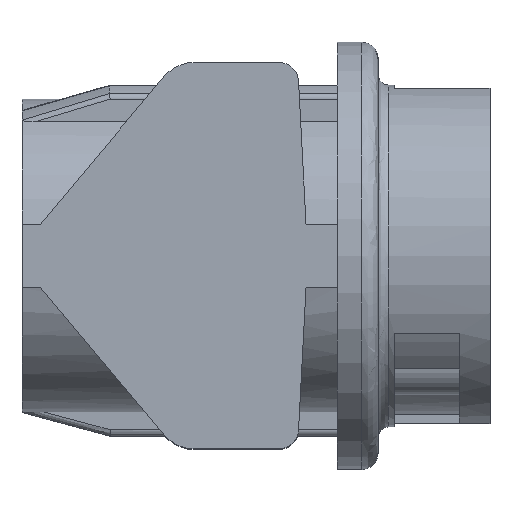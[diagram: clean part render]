
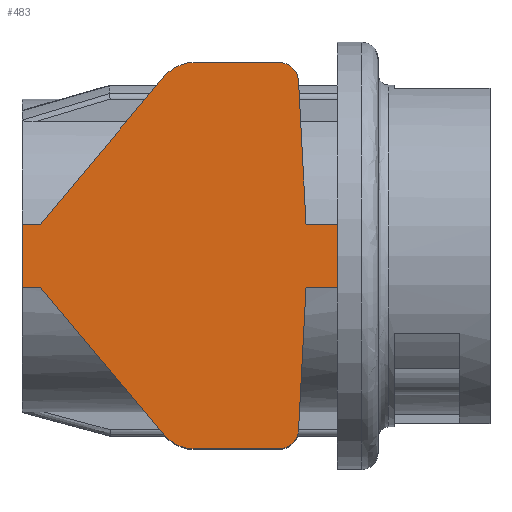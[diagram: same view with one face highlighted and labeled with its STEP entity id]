
A CAD part, top view. The second image highlights one B-rep face of the part: STEP entity #483.
In plain terms, the highlighted planar face has unit normal (0, 0, 1).
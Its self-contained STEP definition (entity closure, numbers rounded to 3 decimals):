
#483=ADVANCED_FACE('',(#1002),#767,.T.);
#767=PLANE('',#6353);
#1002=FACE_OUTER_BOUND('',#1283,.T.);
#1283=EDGE_LOOP('',(#2181,#2182,#2183,#2184,#2185,#2186,#2187,#2188,#2189,
#2190,#2191,#2192,#2193,#2194,#2195,#2196));
#1599=CIRCLE('',#6246,2.);
#1642=CIRCLE('',#6341,2.);
#1644=CIRCLE('',#6346,1.);
#1646=CIRCLE('',#6352,1.);
#2181=ORIENTED_EDGE('',*,*,#4452,.T.);
#2182=ORIENTED_EDGE('',*,*,#4451,.T.);
#2183=ORIENTED_EDGE('',*,*,#4453,.T.);
#2184=ORIENTED_EDGE('',*,*,#4454,.F.);
#2185=ORIENTED_EDGE('',*,*,#4444,.T.);
#2186=ORIENTED_EDGE('',*,*,#4438,.T.);
#2187=ORIENTED_EDGE('',*,*,#4441,.T.);
#2188=ORIENTED_EDGE('',*,*,#4436,.T.);
#2189=ORIENTED_EDGE('',*,*,#4431,.T.);
#2190=ORIENTED_EDGE('',*,*,#4430,.T.);
#2191=ORIENTED_EDGE('',*,*,#4447,.T.);
#2192=ORIENTED_EDGE('',*,*,#4455,.F.);
#2193=ORIENTED_EDGE('',*,*,#4456,.T.);
#2194=ORIENTED_EDGE('',*,*,#4280,.T.);
#2195=ORIENTED_EDGE('',*,*,#4277,.T.);
#2196=ORIENTED_EDGE('',*,*,#4274,.T.);
#3651=VERTEX_POINT('',#8511);
#3652=VERTEX_POINT('',#8513);
#3654=VERTEX_POINT('',#8519);
#3656=VERTEX_POINT('',#8525);
#3752=VERTEX_POINT('',#9003);
#3755=VERTEX_POINT('',#9008);
#3756=VERTEX_POINT('',#9012);
#3758=VERTEX_POINT('',#9018);
#3761=VERTEX_POINT('',#9025);
#3762=VERTEX_POINT('',#9027);
#3764=VERTEX_POINT('',#9038);
#3765=VERTEX_POINT('',#9041);
#3766=VERTEX_POINT('',#9045);
#3769=VERTEX_POINT('',#9050);
#3770=VERTEX_POINT('',#9055);
#3771=VERTEX_POINT('',#9058);
#4274=EDGE_CURVE('',#3652,#3651,#5148,.T.);
#4277=EDGE_CURVE('',#3654,#3652,#1599,.T.);
#4280=EDGE_CURVE('',#3656,#3654,#5152,.T.);
#4430=EDGE_CURVE('',#3752,#3755,#5239,.T.);
#4431=EDGE_CURVE('',#3756,#3752,#1642,.T.);
#4436=EDGE_CURVE('',#3758,#3756,#5243,.T.);
#4438=EDGE_CURVE('',#3762,#3761,#5245,.T.);
#4441=EDGE_CURVE('',#3761,#3758,#1644,.T.);
#4444=EDGE_CURVE('',#3764,#3762,#5249,.T.);
#4447=EDGE_CURVE('',#3755,#3765,#5252,.T.);
#4451=EDGE_CURVE('',#3766,#3769,#5256,.T.);
#4452=EDGE_CURVE('',#3651,#3766,#1646,.T.);
#4453=EDGE_CURVE('',#3769,#3770,#5257,.T.);
#4454=EDGE_CURVE('',#3764,#3770,#5258,.T.);
#4455=EDGE_CURVE('',#3771,#3765,#5259,.T.);
#4456=EDGE_CURVE('',#3771,#3656,#5260,.T.);
#5148=LINE('',#8512,#5703);
#5152=LINE('',#8524,#5707);
#5239=LINE('',#9009,#5794);
#5243=LINE('',#9021,#5798);
#5245=LINE('',#9026,#5800);
#5249=LINE('',#9037,#5804);
#5252=LINE('',#9042,#5807);
#5256=LINE('',#9051,#5811);
#5257=LINE('',#9054,#5812);
#5258=LINE('',#9056,#5813);
#5259=LINE('',#9057,#5814);
#5260=LINE('',#9059,#5815);
#5703=VECTOR('',#6861,1.);
#5707=VECTOR('',#6873,1.);
#5794=VECTOR('',#7143,1.);
#5798=VECTOR('',#7155,1.);
#5800=VECTOR('',#7159,1.);
#5804=VECTOR('',#7173,1.);
#5807=VECTOR('',#7176,1.);
#5811=VECTOR('',#7182,1.);
#5812=VECTOR('',#7187,1.);
#5813=VECTOR('',#7188,1.);
#5814=VECTOR('',#7189,1.);
#5815=VECTOR('',#7190,1.);
#6246=AXIS2_PLACEMENT_3D('',#8518,#6866,#6867);
#6341=AXIS2_PLACEMENT_3D('',#9011,#7146,#7147);
#6346=AXIS2_PLACEMENT_3D('',#9032,#7164,#7165);
#6352=AXIS2_PLACEMENT_3D('',#9053,#7185,#7186);
#6353=AXIS2_PLACEMENT_3D('',#9060,#7191,#7192);
#6861=DIRECTION('',(1.,0.,0.));
#6866=DIRECTION('',(0.,0.,1.));
#6867=DIRECTION('',(-0.766,-0.643,0.));
#6873=DIRECTION('',(0.643,-0.766,0.));
#7143=DIRECTION('',(-0.643,-0.766,0.));
#7146=DIRECTION('',(0.,0.,1.));
#7147=DIRECTION('',(0.,1.,0.));
#7155=DIRECTION('',(-1.,0.,0.));
#7159=DIRECTION('',(-0.052,0.999,0.));
#7164=DIRECTION('',(0.,0.,1.));
#7165=DIRECTION('',(0.999,0.052,0.));
#7173=DIRECTION('',(-1.,0.,0.));
#7176=DIRECTION('',(-1.,0.,0.));
#7182=DIRECTION('',(0.052,0.999,0.));
#7185=DIRECTION('',(0.,0.,1.));
#7186=DIRECTION('',(0.,-1.,0.));
#7187=DIRECTION('',(1.,0.,0.));
#7188=DIRECTION('',(0.,-1.,0.));
#7189=DIRECTION('',(0.,1.,0.));
#7190=DIRECTION('',(1.,0.,0.));
#7191=DIRECTION('',(0.,0.,1.));
#7192=DIRECTION('',(1.,0.,0.));
#8511=CARTESIAN_POINT('',(-58.184,-37.315,8.85));
#8512=CARTESIAN_POINT('',(-62.273,-37.315,8.85));
#8513=CARTESIAN_POINT('',(-62.273,-37.315,8.85));
#8518=CARTESIAN_POINT('',(-62.273,-35.315,8.85));
#8519=CARTESIAN_POINT('',(-63.805,-36.601,8.85));
#8524=CARTESIAN_POINT('',(-69.877,-29.365,8.85));
#8525=CARTESIAN_POINT('',(-69.877,-29.365,8.85));
#9003=CARTESIAN_POINT('',(-63.805,-19.03,8.85));
#9008=CARTESIAN_POINT('',(-69.877,-26.265,8.85));
#9009=CARTESIAN_POINT('',(-63.805,-19.03,8.85));
#9011=CARTESIAN_POINT('',(-62.273,-20.315,8.85));
#9012=CARTESIAN_POINT('',(-62.273,-18.315,8.85));
#9018=CARTESIAN_POINT('',(-58.184,-18.315,8.85));
#9021=CARTESIAN_POINT('',(-58.184,-18.315,8.85));
#9025=CARTESIAN_POINT('',(-57.186,-19.263,8.85));
#9026=CARTESIAN_POINT('',(-56.819,-26.265,8.85));
#9027=CARTESIAN_POINT('',(-56.819,-26.265,8.85));
#9032=CARTESIAN_POINT('',(-58.184,-19.315,8.85));
#9037=CARTESIAN_POINT('',(-55.277,-26.265,8.85));
#9038=CARTESIAN_POINT('',(-55.277,-26.265,8.85));
#9041=CARTESIAN_POINT('',(-70.777,-26.265,8.85));
#9042=CARTESIAN_POINT('',(-69.877,-26.265,8.85));
#9045=CARTESIAN_POINT('',(-57.186,-36.368,8.85));
#9050=CARTESIAN_POINT('',(-56.819,-29.365,8.85));
#9051=CARTESIAN_POINT('',(-57.186,-36.368,8.85));
#9053=CARTESIAN_POINT('',(-58.184,-36.315,8.85));
#9054=CARTESIAN_POINT('',(-56.819,-29.365,8.85));
#9055=CARTESIAN_POINT('',(-55.277,-29.365,8.85));
#9056=CARTESIAN_POINT('',(-55.277,-26.265,8.85));
#9057=CARTESIAN_POINT('',(-70.777,-29.365,8.85));
#9058=CARTESIAN_POINT('',(-70.777,-29.365,8.85));
#9059=CARTESIAN_POINT('',(-70.777,-29.365,8.85));
#9060=CARTESIAN_POINT('',(-70.877,-38.365,8.85));
